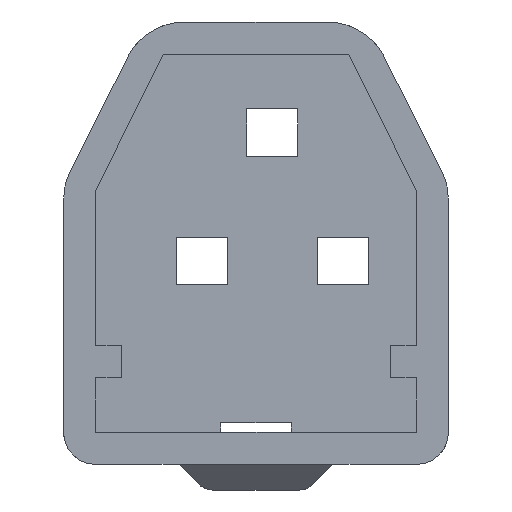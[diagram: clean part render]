
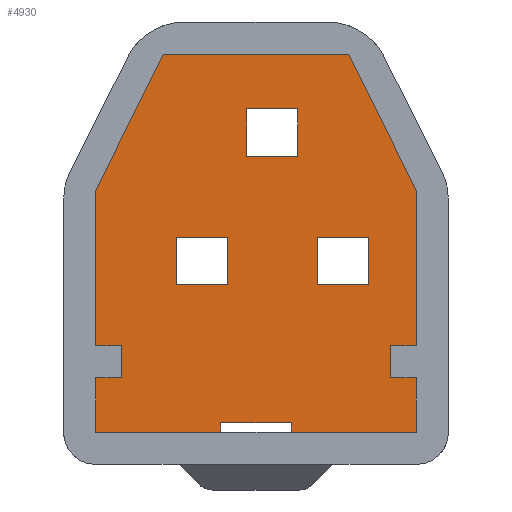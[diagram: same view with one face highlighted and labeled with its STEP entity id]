
A CAD part, front view. The second image highlights one B-rep face of the part: STEP entity #4930.
In plain terms, the highlighted planar face has unit normal (0, -1, 0).
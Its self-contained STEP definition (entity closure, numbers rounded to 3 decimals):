
#1100=CARTESIAN_POINT('',(-32.918,0.118,57.78));
#1110=VERTEX_POINT('',#1100);
#1140=CARTESIAN_POINT('',(-32.918,0.118,28.383));
#1150=DIRECTION('',(0.,0.,-1.));
#1160=VECTOR('',#1150,1.);
#1170=LINE('',#1140,#1160);
#1180=CARTESIAN_POINT('',(-32.918,0.118,58.52));
#1190=VERTEX_POINT('',#1180);
#1200=EDGE_CURVE('',#1190,#1110,#1170,.T.);
#1660=CARTESIAN_POINT('',(-34.423,0.118,55.475));
#1670=VERTEX_POINT('',#1660);
#1820=CARTESIAN_POINT('',(-33.323,0.118,55.475));
#1830=VERTEX_POINT('',#1820);
#1860=CARTESIAN_POINT('',(-31.123,0.118,55.475));
#1870=DIRECTION('',(1.,0.,0.));
#1880=VECTOR('',#1870,1.);
#1890=LINE('',#1860,#1880);
#1900=CARTESIAN_POINT('',(-31.373,0.118,55.475));
#1910=VERTEX_POINT('',#1900);
#1920=EDGE_CURVE('',#1830,#1910,#1890,.T.);
#2140=CARTESIAN_POINT('',(-36.373,0.118,55.475));
#2150=VERTEX_POINT('',#2140);
#2180=CARTESIAN_POINT('',(-31.123,0.118,55.475));
#2190=DIRECTION('',(1.,0.,0.));
#2200=VECTOR('',#2190,1.);
#2210=LINE('',#2180,#2200);
#2220=EDGE_CURVE('',#2150,#1670,#2210,.T.);
#2670=CARTESIAN_POINT('',(-33.873,0.118,60.948));
#2680=DIRECTION('',(0.,-1.,0.));
#2690=DIRECTION('',(-1.,0.,0.));
#2700=AXIS2_PLACEMENT_3D('',#2670,#2680,#2690);
#2710=PLANE('',#2700);
#2720=CARTESIAN_POINT('',(-31.123,0.118,60.52));
#2730=DIRECTION('',(1.,0.,0.));
#2740=VECTOR('',#2730,1.);
#2750=LINE('',#2720,#2740);
#2760=CARTESIAN_POINT('',(-34.018,0.118,60.52));
#2770=VERTEX_POINT('',#2760);
#2780=CARTESIAN_POINT('',(-33.218,0.118,60.52));
#2790=VERTEX_POINT('',#2780);
#2800=EDGE_CURVE('',#2770,#2790,#2750,.T.);
#2810=ORIENTED_EDGE('',*,*,#2800,.T.);
#2820=CARTESIAN_POINT('',(-34.018,0.118,32.308));
#2830=DIRECTION('',(0.,0.,-1.));
#2840=VECTOR('',#2830,1.);
#2850=LINE('',#2820,#2840);
#2860=CARTESIAN_POINT('',(-34.018,0.118,59.78));
#2870=VERTEX_POINT('',#2860);
#2880=EDGE_CURVE('',#2770,#2870,#2850,.T.);
#2890=ORIENTED_EDGE('',*,*,#2880,.F.);
#2900=CARTESIAN_POINT('',(-31.123,0.118,59.78));
#2910=DIRECTION('',(1.,0.,0.));
#2920=VECTOR('',#2910,1.);
#2930=LINE('',#2900,#2920);
#2940=CARTESIAN_POINT('',(-33.218,0.118,59.78));
#2950=VERTEX_POINT('',#2940);
#2960=EDGE_CURVE('',#2870,#2950,#2930,.T.);
#2970=ORIENTED_EDGE('',*,*,#2960,.F.);
#2980=CARTESIAN_POINT('',(-33.218,0.118,32.308));
#2990=DIRECTION('',(0.,0.,-1.));
#3000=VECTOR('',#2990,1.);
#3010=LINE('',#2980,#3000);
#3020=EDGE_CURVE('',#2790,#2950,#3010,.T.);
#3030=ORIENTED_EDGE('',*,*,#3020,.T.);
#3040=EDGE_LOOP('',(#3030,#2970,#2890,#2810));
#3050=FACE_BOUND('',#3040,.T.);
#3060=CARTESIAN_POINT('',(-31.123,0.118,58.52));
#3070=DIRECTION('',(1.,0.,0.));
#3080=VECTOR('',#3070,1.);
#3090=LINE('',#3060,#3080);
#3100=CARTESIAN_POINT('',(-32.118,0.118,58.52));
#3110=VERTEX_POINT('',#3100);
#3120=EDGE_CURVE('',#1190,#3110,#3090,.T.);
#3130=ORIENTED_EDGE('',*,*,#3120,.T.);
#3140=ORIENTED_EDGE('',*,*,#1200,.F.);
#3150=CARTESIAN_POINT('',(-32.048,0.118,57.78));
#3160=DIRECTION('',(-1.,0.,0.));
#3170=VECTOR('',#3160,1.);
#3180=LINE('',#3150,#3170);
#3190=CARTESIAN_POINT('',(-32.118,0.118,57.78));
#3200=VERTEX_POINT('',#3190);
#3210=EDGE_CURVE('',#3200,#1110,#3180,.T.);
#3220=ORIENTED_EDGE('',*,*,#3210,.T.);
#3230=CARTESIAN_POINT('',(-32.118,0.118,32.308));
#3240=DIRECTION('',(0.,0.,-1.));
#3250=VECTOR('',#3240,1.);
#3260=LINE('',#3230,#3250);
#3270=EDGE_CURVE('',#3110,#3200,#3260,.T.);
#3280=ORIENTED_EDGE('',*,*,#3270,.T.);
#3290=EDGE_LOOP('',(#3280,#3220,#3140,#3130));
#3300=FACE_BOUND('',#3290,.T.);
#3310=CARTESIAN_POINT('',(-34.248,0.118,57.78));
#3320=DIRECTION('',(-1.,0.,0.));
#3330=VECTOR('',#3320,1.);
#3340=LINE('',#3310,#3330);
#3350=CARTESIAN_POINT('',(-34.318,0.118,57.78));
#3360=VERTEX_POINT('',#3350);
#3370=CARTESIAN_POINT('',(-35.118,0.118,57.78));
#3380=VERTEX_POINT('',#3370);
#3390=EDGE_CURVE('',#3360,#3380,#3340,.T.);
#3400=ORIENTED_EDGE('',*,*,#3390,.T.);
#3410=CARTESIAN_POINT('',(-34.318,0.118,87.917));
#3420=DIRECTION('',(0.,0.,-1.));
#3430=VECTOR('',#3420,1.);
#3440=LINE('',#3410,#3430);
#3450=CARTESIAN_POINT('',(-34.318,0.118,58.52));
#3460=VERTEX_POINT('',#3450);
#3470=EDGE_CURVE('',#3460,#3360,#3440,.T.);
#3480=ORIENTED_EDGE('',*,*,#3470,.T.);
#3490=CARTESIAN_POINT('',(-31.123,0.118,58.52));
#3500=DIRECTION('',(1.,0.,0.));
#3510=VECTOR('',#3500,1.);
#3520=LINE('',#3490,#3510);
#3530=CARTESIAN_POINT('',(-35.118,0.118,58.52));
#3540=VERTEX_POINT('',#3530);
#3550=EDGE_CURVE('',#3540,#3460,#3520,.T.);
#3560=ORIENTED_EDGE('',*,*,#3550,.T.);
#3570=CARTESIAN_POINT('',(-35.118,0.118,28.383));
#3580=DIRECTION('',(0.,0.,-1.));
#3590=VECTOR('',#3580,1.);
#3600=LINE('',#3570,#3590);
#3610=EDGE_CURVE('',#3540,#3380,#3600,.T.);
#3620=ORIENTED_EDGE('',*,*,#3610,.F.);
#3630=EDGE_LOOP('',(#3620,#3560,#3480,#3400));
#3640=FACE_BOUND('',#3630,.T.);
#3650=CARTESIAN_POINT('',(-31.373,0.118,30.308));
#3660=DIRECTION('',(-0.,0.,-1.));
#3670=VECTOR('',#3660,1.);
#3680=LINE('',#3650,#3670);
#3690=CARTESIAN_POINT('',(-31.373,0.118,59.25));
#3700=VERTEX_POINT('',#3690);
#3710=CARTESIAN_POINT('',(-31.373,0.118,56.825));
#3720=VERTEX_POINT('',#3710);
#3730=EDGE_CURVE('',#3700,#3720,#3680,.T.);
#3740=ORIENTED_EDGE('',*,*,#3730,.F.);
#3750=CARTESIAN_POINT('',(-32.223,0.118,56.825));
#3760=DIRECTION('',(1.,0.,0.));
#3770=VECTOR('',#3760,1.);
#3780=LINE('',#3750,#3770);
#3790=CARTESIAN_POINT('',(-31.773,0.118,56.825));
#3800=VERTEX_POINT('',#3790);
#3810=EDGE_CURVE('',#3800,#3720,#3780,.T.);
#3820=ORIENTED_EDGE('',*,*,#3810,.T.);
#3830=CARTESIAN_POINT('',(-31.773,0.118,32.308));
#3840=DIRECTION('',(0.,0.,-1.));
#3850=VECTOR('',#3840,1.);
#3860=LINE('',#3830,#3850);
#3870=CARTESIAN_POINT('',(-31.773,0.118,56.325));
#3880=VERTEX_POINT('',#3870);
#3890=EDGE_CURVE('',#3800,#3880,#3860,.T.);
#3900=ORIENTED_EDGE('',*,*,#3890,.F.);
#3910=CARTESIAN_POINT('',(-31.123,0.118,56.325));
#3920=DIRECTION('',(-1.,0.,0.));
#3930=VECTOR('',#3920,1.);
#3940=LINE('',#3910,#3930);
#3950=CARTESIAN_POINT('',(-31.373,0.118,56.325));
#3960=VERTEX_POINT('',#3950);
#3970=EDGE_CURVE('',#3960,#3880,#3940,.T.);
#3980=ORIENTED_EDGE('',*,*,#3970,.T.);
#3990=CARTESIAN_POINT('',(-31.373,0.118,32.308))
;
#4000=DIRECTION('',(0.,0.,1.));
#4010=VECTOR('',#4000,1.);
#4020=LINE('',#3990,#4010);
#4030=EDGE_CURVE('',#1910,#3960,#4020,.T.);
#4040=ORIENTED_EDGE('',*,*,#4030,.T.);
#4050=ORIENTED_EDGE('',*,*,#1920,.T.);
#4060=CARTESIAN_POINT('',(-33.323,0.118,32.308));
#4070=DIRECTION('',(0.,0.,1.));
#4080=VECTOR('',#4070,1.);
#4090=LINE('',#4060,#4080);
#4100=CARTESIAN_POINT('',(-33.323,0.118,55.625));
#4110=VERTEX_POINT('',#4100);
#4120=EDGE_CURVE('',#1830,#4110,#4090,.T.);
#4130=ORIENTED_EDGE('',*,*,#4120,.F.);
#4140=CARTESIAN_POINT('',(-32.223,0.118,55.625));
#4150=DIRECTION('',(1.,0.,0.));
#4160=VECTOR('',#4150,1.);
#4170=LINE('',#4140,#4160);
#4180=CARTESIAN_POINT('',(-34.423,0.118,55.625));
#4190=VERTEX_POINT('',#4180);
#4200=EDGE_CURVE('',#4190,#4110,#4170,.T.);
#4210=ORIENTED_EDGE('',*,*,#4200,.T.);
#4220=CARTESIAN_POINT('',(-34.423,0.118,32.308));
#4230=DIRECTION('',(0.,0.,1.));
#4240=VECTOR('',#4230,1.);
#4250=LINE('',#4220,#4240);
#4260=EDGE_CURVE('',#1670,#4190,#4250,.T.);
#4270=ORIENTED_EDGE('',*,*,#4260,.T.);
#4280=ORIENTED_EDGE('',*,*,#2220,.T.);
#4290=CARTESIAN_POINT('',(-36.373,0.118,32.308))
;
#4300=DIRECTION('',(0.,0.,-1.));
#4310=VECTOR('',#4300,1.);
#4320=LINE('',#4290,#4310);
#4330=CARTESIAN_POINT('',(-36.373,0.118,56.325));
#4340=VERTEX_POINT('',#4330);
#4350=EDGE_CURVE('',#4340,#2150,#4320,.T.);
#4360=ORIENTED_EDGE('',*,*,#4350,.T.);
#4370=CARTESIAN_POINT('',(-31.123,0.118,56.325));
#4380=DIRECTION('',(-1.,0.,0.));
#4390=VECTOR('',#4380,1.);
#4400=LINE('',#4370,#4390);
#4410=CARTESIAN_POINT('',(-35.973,0.118,56.325));
#4420=VERTEX_POINT('',#4410);
#4430=EDGE_CURVE('',#4420,#4340,#4400,.T.);
#4440=ORIENTED_EDGE('',*,*,#4430,.T.);
#4450=CARTESIAN_POINT('',(-35.973,0.118,32.308));
#4460=DIRECTION('',(0.,0.,-1.));
#4470=VECTOR('',#4460,1.);
#4480=LINE('',#4450,#4470);
#4490=CARTESIAN_POINT('',(-35.973,0.118,
56.825));
#4500=VERTEX_POINT('',#4490);
#4510=EDGE_CURVE('',#4500,#4420,#4480,.T.);
#4520=ORIENTED_EDGE('',*,*,#4510,.T.);
#4530=CARTESIAN_POINT('',(-31.123,0.118,56.825));
#4540=DIRECTION('',(1.,0.,0.));
#4550=VECTOR('',#4540,1.);
#4560=LINE('',#4530,#4550);
#4570=CARTESIAN_POINT('',(-36.373,0.118,56.825));
#4580=VERTEX_POINT('',#4570);
#4590=EDGE_CURVE('',#4580,#4500,#4560,.T.);
#4600=ORIENTED_EDGE('',*,*,#4590,.T.);
#4610=CARTESIAN_POINT('',(-36.373,0.118,32.308));
#4620=DIRECTION('',(0.,0.,-1.));
#4630=VECTOR('',#4620,1.);
#4640=LINE('',#4610,#4630);
#4650=CARTESIAN_POINT('',(-36.373,0.118,59.25));
#4660=VERTEX_POINT('',#4650);
#4670=EDGE_CURVE('',#4660,#4580,#4640,.T.);
#4680=ORIENTED_EDGE('',*,*,#4670,.T.);
#4690=CARTESIAN_POINT('',(-49.685,0.118,32.308))
;
#4700=DIRECTION('',(0.443,0.,
0.897));
#4710=VECTOR('',#4700,1.);
#4720=LINE('',#4690,#4710);
#4730=CARTESIAN_POINT('',(-35.323,0.118,61.375));
#4740=VERTEX_POINT('',#4730);
#4750=EDGE_CURVE('',#4660,#4740,#4720,.T.);
#4760=ORIENTED_EDGE('',*,*,#4750,.F.);
#4770=CARTESIAN_POINT('',(-31.123,0.118,61.375));
#4780=DIRECTION('',(1.,0.,0.));
#4790=VECTOR('',#4780,1.);
#4800=LINE('',#4770,#4790);
#4810=CARTESIAN_POINT('',(-32.423,0.118,61.375));
#4820=VERTEX_POINT('',#4810);
#4830=EDGE_CURVE('',#4740,#4820,#4800,.T.);
#4840=ORIENTED_EDGE('',*,*,#4830,.F.);
#4850=CARTESIAN_POINT('',(-18.06,0.118,32.308))
;
#4860=DIRECTION('',(0.443,0.,
-0.897));
#4870=VECTOR('',#4860,1.);
#4880=LINE('',#4850,#4870);
#4890=EDGE_CURVE('',#4820,#3700,#4880,.T.);
#4900=ORIENTED_EDGE('',*,*,#4890,.F.);
#4910=EDGE_LOOP('',(#4900,#4840,#4760,#4680,#4600,#4520,#4440,#4360,
#4280,#4270,#4210,#4130,#4050,#4040,#3980,#3900,#3820,#3740));
#4920=FACE_OUTER_BOUND('',#4910,.T.);
#4930=ADVANCED_FACE('',(#3050,#3300,#3640,#4920),#2710,.T.);
